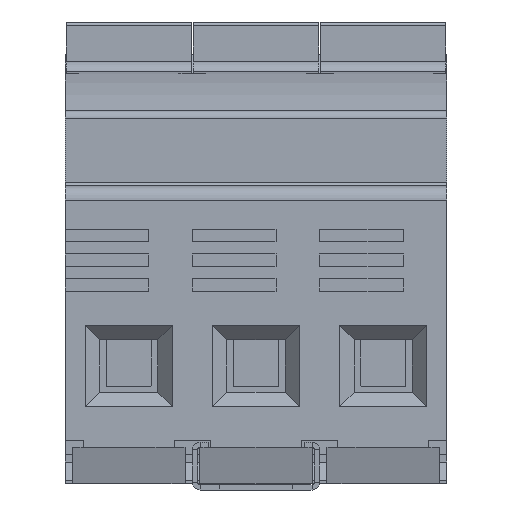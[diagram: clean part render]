
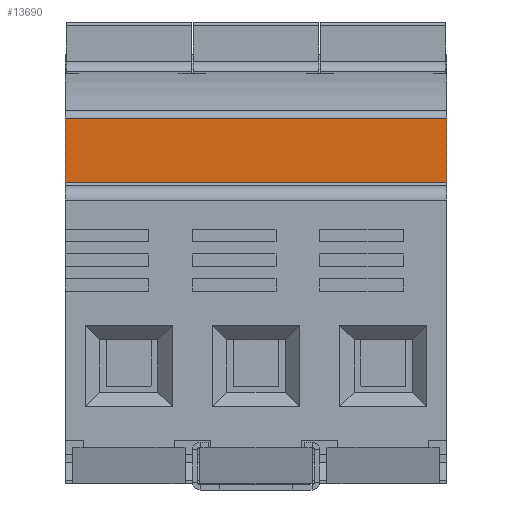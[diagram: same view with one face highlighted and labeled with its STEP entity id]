
A CAD part, front view. The second image highlights one B-rep face of the part: STEP entity #13690.
In plain terms, the highlighted planar face has unit normal (0, -1, 0).
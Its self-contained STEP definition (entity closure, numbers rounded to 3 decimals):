
#26=DIRECTION('',(0.,0.,-1.));
#27=VECTOR('',#26,8.8);
#28=CARTESIAN_POINT('',(0.,-40.2,46.3));
#29=LINE('',#28,#27);
#1861=DIRECTION('',(1.,0.,0.));
#1862=VECTOR('',#1861,52.5);
#1863=CARTESIAN_POINT('',(0.,-40.2,37.5));
#1864=LINE('',#1863,#1862);
#1869=DIRECTION('',(0.,0.,-1.));
#1870=VECTOR('',#1869,8.8);
#1871=CARTESIAN_POINT('',(52.5,-40.2,46.3));
#1872=LINE('',#1871,#1870);
#1877=DIRECTION('',(-1.,0.,0.));
#1878=VECTOR('',#1877,52.5);
#1879=CARTESIAN_POINT('',(52.5,-40.2,46.3));
#1880=LINE('',#1879,#1878);
#8815=CARTESIAN_POINT('',(0.,-40.2,46.3));
#8816=VERTEX_POINT('',#8815);
#8817=CARTESIAN_POINT('',(0.,-40.2,37.5));
#8818=VERTEX_POINT('',#8817);
#9559=CARTESIAN_POINT('',(52.5,-40.2,37.5));
#9560=VERTEX_POINT('',#9559);
#9561=CARTESIAN_POINT('',(52.5,-40.2,46.3));
#9562=VERTEX_POINT('',#9561);
#13677=CARTESIAN_POINT('',(0.,-40.2,47.3));
#13678=DIRECTION('',(0.,-1.,0.));
#13679=DIRECTION('',(0.,0.,-1.));
#13680=AXIS2_PLACEMENT_3D('',#13677,#13678,#13679);
#13681=PLANE('',#13680);
#13683=ORIENTED_EDGE('',*,*,#13682,.F.);
#13685=ORIENTED_EDGE('',*,*,#13684,.T.);
#13686=ORIENTED_EDGE('',*,*,#13668,.F.);
#13687=ORIENTED_EDGE('',*,*,#11127,.F.);
#13688=EDGE_LOOP('',(#13683,#13685,#13686,#13687));
#13689=FACE_OUTER_BOUND('',#13688,.F.);
#13690=ADVANCED_FACE('',(#13689),#13681,.T.);
#11127=EDGE_CURVE('',#8816,#8818,#29,.T.);
#13668=EDGE_CURVE('',#8818,#9560,#1864,.T.);
#13682=EDGE_CURVE('',#9562,#8816,#1880,.T.);
#13684=EDGE_CURVE('',#9562,#9560,#1872,.T.);
